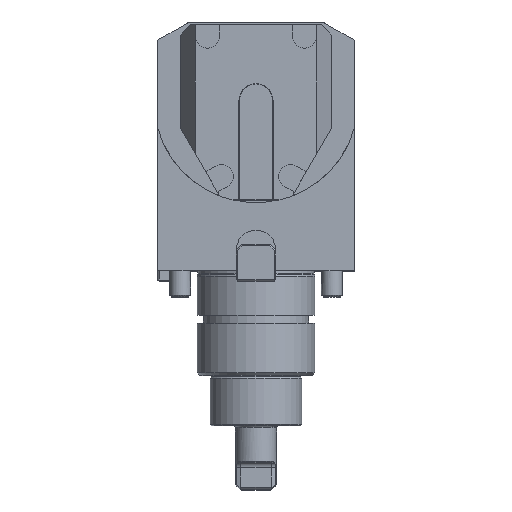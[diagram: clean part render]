
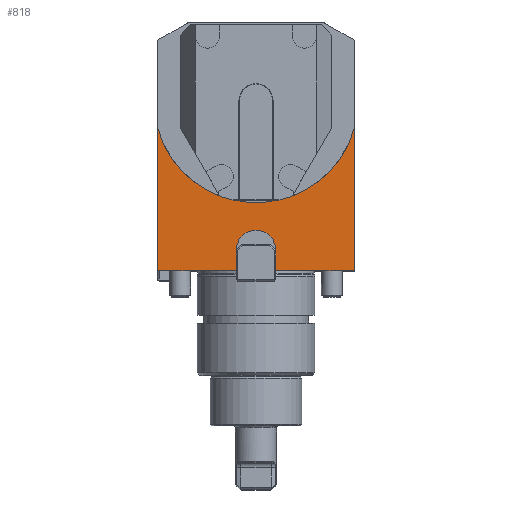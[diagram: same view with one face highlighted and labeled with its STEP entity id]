
A CAD part, top view. The second image highlights one B-rep face of the part: STEP entity #818.
In plain terms, the highlighted planar face has unit normal (0, 0, 1).
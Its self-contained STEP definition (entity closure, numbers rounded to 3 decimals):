
#137 = CARTESIAN_POINT ( 'NONE',  ( 37.5, 0., 37.5 ) ) ;
#818 = ADVANCED_FACE ( 'Defeature completata1_29', ( #8702 ), #3686, .T. ) ;
#889 = DIRECTION ( 'NONE',  ( 0., 0., 1. ) ) ;
#1112 = VERTEX_POINT ( 'NONE', #25428 ) ;
#1161 = CARTESIAN_POINT ( 'NONE',  ( 0., 8., 37.5 ) ) ;
#1292 = CARTESIAN_POINT ( 'NONE',  ( -7.5, 0., 37.5 ) ) ;
#1424 = VECTOR ( 'NONE', #1589, 1000. ) ;
#1497 = ORIENTED_EDGE ( 'NONE', *, *, #8569, .F. ) ;
#1523 = VECTOR ( 'NONE', #2348, 1000. ) ;
#1552 = EDGE_CURVE ( 'NONE', #1112, #2160, #29837, .T. ) ;
#1576 = CARTESIAN_POINT ( 'NONE',  ( 37.5, 20., 37.5 ) ) ;
#1589 = DIRECTION ( 'NONE',  ( 0., -1., 0. ) ) ;
#2160 = VERTEX_POINT ( 'NONE', #28565 ) ;
#2348 = DIRECTION ( 'NONE',  ( -1., 0., 0. ) ) ;
#2614 = ORIENTED_EDGE ( 'NONE', *, *, #26468, .F. ) ;
#3113 = ORIENTED_EDGE ( 'NONE', *, *, #21184, .F. ) ;
#3268 = ORIENTED_EDGE ( 'NONE', *, *, #7786, .F. ) ;
#3307 = EDGE_LOOP ( 'NONE', ( #2614, #27518, #3113, #18517, #26580, #3268, #3846, #1497 ) ) ;
#3686 = PLANE ( 'NONE',  #8259 ) ;
#3846 = ORIENTED_EDGE ( 'NONE', *, *, #5310, .T. ) ;
#3998 = CARTESIAN_POINT ( 'NONE',  ( 37.5, 0., 37.5 ) ) ;
#4861 = DIRECTION ( 'NONE',  ( 0., 1., 0. ) ) ;
#5310 = EDGE_CURVE ( 'NONE', #6728, #24978, #27007, .T. ) ;
#5535 = CARTESIAN_POINT ( 'NONE',  ( 37.5, 54.288, 37.5 ) ) ;
#5565 = DIRECTION ( 'NONE',  ( 0., 0., 1. ) ) ;
#6049 = CARTESIAN_POINT ( 'NONE',  ( -7.5, 8., 37.5 ) ) ;
#6700 = CARTESIAN_POINT ( 'NONE',  ( -7.5, 0., 37.5 ) ) ;
#6728 = VERTEX_POINT ( 'NONE', #21526 ) ;
#7553 = VECTOR ( 'NONE', #11371, 1000. ) ;
#7786 = EDGE_CURVE ( 'NONE', #6728, #22403, #23555, .T. ) ;
#8259 = AXIS2_PLACEMENT_3D ( 'NONE', #1576, #24588, #22154 ) ;
#8534 = VECTOR ( 'NONE', #15520, 1000. ) ;
#8569 = EDGE_CURVE ( 'NONE', #22598, #24978, #27811, .T. ) ;
#8702 = FACE_OUTER_BOUND ( 'NONE', #3307, .T. ) ;
#9065 = AXIS2_PLACEMENT_3D ( 'NONE', #1161, #5565, #10396 ) ;
#9329 = VECTOR ( 'NONE', #27511, 1000. ) ;
#10396 = DIRECTION ( 'NONE',  ( 1., 0., 0. ) ) ;
#10540 = CARTESIAN_POINT ( 'NONE',  ( -37.5, 20., 37.5 ) ) ;
#10824 = LINE ( 'NONE', #24601, #1424 ) ;
#11371 = DIRECTION ( 'NONE',  ( 0., -1., 0. ) ) ;
#11694 = CARTESIAN_POINT ( 'NONE',  ( 7.5, 0., 37.5 ) ) ;
#12258 = CARTESIAN_POINT ( 'NONE',  ( -37.5, 0., 37.5 ) ) ;
#14244 = EDGE_CURVE ( 'NONE', #22403, #1112, #10824, .T. ) ;
#15520 = DIRECTION ( 'NONE',  ( 0., -1., 0. ) ) ;
#18517 = ORIENTED_EDGE ( 'NONE', *, *, #1552, .F. ) ;
#20433 = LINE ( 'NONE', #6700, #7553 ) ;
#21184 = EDGE_CURVE ( 'NONE', #2160, #24499, #29781, .T. ) ;
#21526 = CARTESIAN_POINT ( 'NONE',  ( -37.5, 54.288, 37.5 ) ) ;
#22154 = DIRECTION ( 'NONE',  ( 1., 0., 0. ) ) ;
#22403 = VERTEX_POINT ( 'NONE', #5535 ) ;
#22562 = VECTOR ( 'NONE', #4861, 1000. ) ;
#22598 = VERTEX_POINT ( 'NONE', #1292 ) ;
#23555 = CIRCLE ( 'NONE', #27369, 39. ) ;
#23621 = CARTESIAN_POINT ( 'NONE',  ( 0., 65., 37.5 ) ) ;
#24060 = DIRECTION ( 'NONE',  ( 1., 0., 0. ) ) ;
#24499 = VERTEX_POINT ( 'NONE', #29064 ) ;
#24588 = DIRECTION ( 'NONE',  ( 0., 0., 1. ) ) ;
#24601 = CARTESIAN_POINT ( 'NONE',  ( 37.5, 20., 37.5 ) ) ;
#24978 = VERTEX_POINT ( 'NONE', #12258 ) ;
#25428 = CARTESIAN_POINT ( 'NONE',  ( 37.5, 0., 37.5 ) ) ;
#25500 = CIRCLE ( 'NONE', #9065, 7.5 ) ;
#26468 = EDGE_CURVE ( 'NONE', #26592, #22598, #20433, .T. ) ;
#26580 = ORIENTED_EDGE ( 'NONE', *, *, #14244, .F. ) ;
#26592 = VERTEX_POINT ( 'NONE', #6049 ) ;
#27007 = LINE ( 'NONE', #10540, #8534 ) ;
#27369 = AXIS2_PLACEMENT_3D ( 'NONE', #23621, #889, #24060 ) ;
#27511 = DIRECTION ( 'NONE',  ( -1., 0., 0. ) ) ;
#27518 = ORIENTED_EDGE ( 'NONE', *, *, #28985, .F. ) ;
#27811 = LINE ( 'NONE', #137, #9329 ) ;
#28565 = CARTESIAN_POINT ( 'NONE',  ( 7.5, 0., 37.5 ) ) ;
#28985 = EDGE_CURVE ( 'NONE', #24499, #26592, #25500, .T. ) ;
#29064 = CARTESIAN_POINT ( 'NONE',  ( 7.5, 8., 37.5 ) ) ;
#29781 = LINE ( 'NONE', #11694, #22562 ) ;
#29837 = LINE ( 'NONE', #3998, #1523 ) ;
